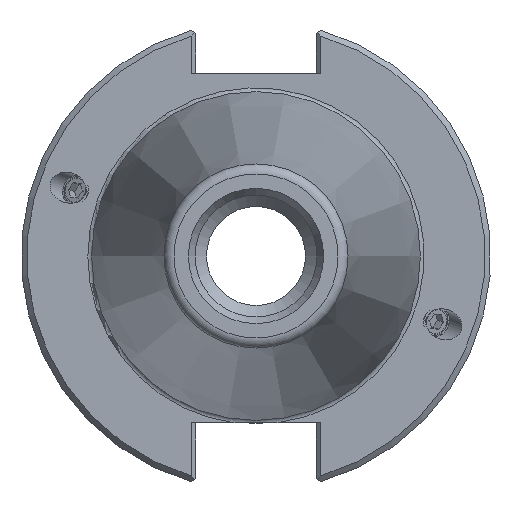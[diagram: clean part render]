
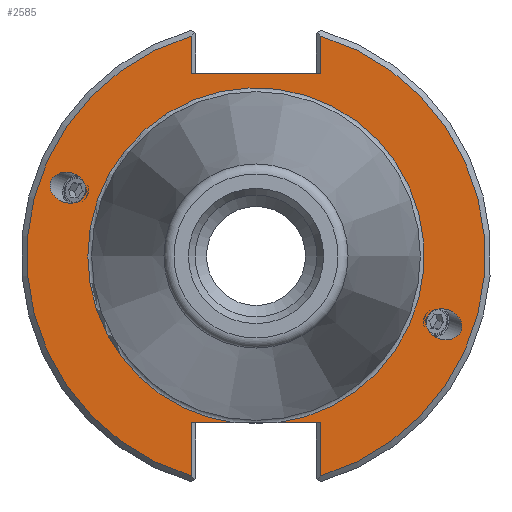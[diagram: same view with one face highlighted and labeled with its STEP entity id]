
A CAD part, left-side view. The second image highlights one B-rep face of the part: STEP entity #2585.
In plain terms, the highlighted planar face has unit normal (-1, 0, 0).
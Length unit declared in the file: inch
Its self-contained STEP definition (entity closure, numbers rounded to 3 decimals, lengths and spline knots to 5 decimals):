
#102=LINE('',#4008,#257);
#122=LINE('',#4107,#277);
#123=LINE('',#4109,#278);
#124=LINE('',#4112,#279);
#125=LINE('',#4114,#280);
#126=LINE('',#4118,#281);
#127=LINE('',#4119,#282);
#257=VECTOR('',#3162,0.69);
#277=VECTOR('',#3204,0.23328);
#278=VECTOR('',#3205,0.2822);
#279=VECTOR('',#3208,0.1982);
#280=VECTOR('',#3209,0.1982);
#281=VECTOR('',#3212,0.2822);
#282=VECTOR('',#3213,0.23328);
#487=PLANE('',#2791);
#579=CIRCLE('',#2789,0.895);
#581=CIRCLE('',#2792,1.22);
#582=CIRCLE('',#2793,1.22);
#703=FACE_BOUND('',#982,.T.);
#704=FACE_BOUND('',#983,.T.);
#744=ELLIPSE('',#2738,0.09853,0.08071);
#745=ELLIPSE('',#2746,0.09853,0.08071);
#785=FACE_OUTER_BOUND('',#981,.T.);
#981=EDGE_LOOP('',(#1923,#1924,#1925,#1926,#1927,#1928,#1929,#1930,#1931,
#1932));
#982=EDGE_LOOP('',(#1933));
#983=EDGE_LOOP('',(#1934));
#1187=VERTEX_POINT('',#3924);
#1190=VERTEX_POINT('',#3935);
#1217=VERTEX_POINT('',#4005);
#1218=VERTEX_POINT('',#4007);
#1242=VERTEX_POINT('',#4089);
#1243=VERTEX_POINT('',#4090);
#1245=VERTEX_POINT('',#4106);
#1246=VERTEX_POINT('',#4108);
#1247=VERTEX_POINT('',#4110);
#1248=VERTEX_POINT('',#4113);
#1249=VERTEX_POINT('',#4115);
#1250=VERTEX_POINT('',#4117);
#1452=EDGE_CURVE('',#1187,#1187,#744,.T.);
#1455=EDGE_CURVE('',#1190,#1190,#745,.T.);
#1483=EDGE_CURVE('',#1217,#1218,#102,.T.);
#1515=EDGE_CURVE('',#1242,#1243,#579,.T.);
#1517=EDGE_CURVE('',#1245,#1242,#122,.T.);
#1518=EDGE_CURVE('',#1246,#1245,#123,.T.);
#1519=EDGE_CURVE('',#1247,#1246,#581,.T.);
#1520=EDGE_CURVE('',#1218,#1247,#124,.T.);
#1521=EDGE_CURVE('',#1248,#1217,#125,.T.);
#1522=EDGE_CURVE('',#1249,#1248,#582,.T.);
#1523=EDGE_CURVE('',#1250,#1249,#126,.T.);
#1524=EDGE_CURVE('',#1243,#1250,#127,.T.);
#1923=ORIENTED_EDGE('',*,*,#1515,.F.);
#1924=ORIENTED_EDGE('',*,*,#1517,.F.);
#1925=ORIENTED_EDGE('',*,*,#1518,.F.);
#1926=ORIENTED_EDGE('',*,*,#1519,.F.);
#1927=ORIENTED_EDGE('',*,*,#1520,.F.);
#1928=ORIENTED_EDGE('',*,*,#1483,.F.);
#1929=ORIENTED_EDGE('',*,*,#1521,.F.);
#1930=ORIENTED_EDGE('',*,*,#1522,.F.);
#1931=ORIENTED_EDGE('',*,*,#1523,.F.);
#1932=ORIENTED_EDGE('',*,*,#1524,.F.);
#1933=ORIENTED_EDGE('',*,*,#1452,.T.);
#1934=ORIENTED_EDGE('',*,*,#1455,.T.);
#2585=ADVANCED_FACE('',(#785,#703,#704),#487,.T.);
#2738=AXIS2_PLACEMENT_3D('',#3925,#3067,#3068);
#2746=AXIS2_PLACEMENT_3D('',#3936,#3083,#3084);
#2789=AXIS2_PLACEMENT_3D('',#4102,#3198,#3199);
#2791=AXIS2_PLACEMENT_3D('',#4105,#3202,#3203);
#2792=AXIS2_PLACEMENT_3D('',#4111,#3206,#3207);
#2793=AXIS2_PLACEMENT_3D('',#4116,#3210,#3211);
#3067=DIRECTION('center_axis',(1.,0.,0.));
#3068=DIRECTION('ref_axis',(0.,-0.94,-0.342));
#3083=DIRECTION('center_axis',(1.,0.,0.));
#3084=DIRECTION('ref_axis',(0.,0.94,0.342));
#3162=DIRECTION('',(0.,-1.,0.));
#3198=DIRECTION('center_axis',(-1.,0.,0.));
#3199=DIRECTION('ref_axis',(0.,-1.,0.));
#3202=DIRECTION('center_axis',(-1.,0.,0.));
#3203=DIRECTION('ref_axis',(0.,0.,1.));
#3204=DIRECTION('',(0.,1.,0.));
#3205=DIRECTION('',(0.,0.,1.));
#3206=DIRECTION('center_axis',(1.,0.,0.));
#3207=DIRECTION('ref_axis',(0.,-1.,0.));
#3208=DIRECTION('',(0.,0.,1.));
#3209=DIRECTION('',(0.,0.,-1.));
#3210=DIRECTION('center_axis',(1.,0.,0.));
#3211=DIRECTION('ref_axis',(0.,1.,0.));
#3212=DIRECTION('',(0.,0.,-1.));
#3213=DIRECTION('',(0.,1.,0.));
#3924=CARTESIAN_POINT('',(0.125,-0.90631,-0.32987));
#3925=CARTESIAN_POINT('Origin',(0.125,-0.99889,-0.36357));
#3935=CARTESIAN_POINT('',(0.125,0.90631,0.32987));
#3936=CARTESIAN_POINT('Origin',(0.125,0.99889,0.36357));
#4005=CARTESIAN_POINT('',(0.125,0.345,0.972));
#4007=CARTESIAN_POINT('',(0.125,-0.345,0.972));
#4008=CARTESIAN_POINT('',(0.125,0.53125,0.972));
#4089=CARTESIAN_POINT('',(0.125,-0.11172,-0.888));
#4090=CARTESIAN_POINT('',(0.125,0.11172,-0.888));
#4102=CARTESIAN_POINT('Origin',(0.125,0.,0.));
#4105=CARTESIAN_POINT('Origin',(0.125,1.0625,0.));
#4106=CARTESIAN_POINT('',(0.125,-0.345,-0.888));
#4107=CARTESIAN_POINT('',(0.125,0.53125,-0.888));
#4108=CARTESIAN_POINT('',(0.125,-0.345,-1.1702));
#4109=CARTESIAN_POINT('',(0.125,-0.345,-0.444));
#4110=CARTESIAN_POINT('',(0.125,-0.345,1.1702));
#4111=CARTESIAN_POINT('Origin',(0.125,0.,0.));
#4112=CARTESIAN_POINT('',(0.125,-0.345,0.486));
#4113=CARTESIAN_POINT('',(0.125,0.345,1.1702));
#4114=CARTESIAN_POINT('',(0.125,0.345,0.486));
#4115=CARTESIAN_POINT('',(0.125,0.345,-1.1702));
#4116=CARTESIAN_POINT('Origin',(0.125,0.,0.));
#4117=CARTESIAN_POINT('',(0.125,0.345,-0.888));
#4118=CARTESIAN_POINT('',(0.125,0.345,-0.444));
#4119=CARTESIAN_POINT('',(0.125,0.53125,-0.888));
